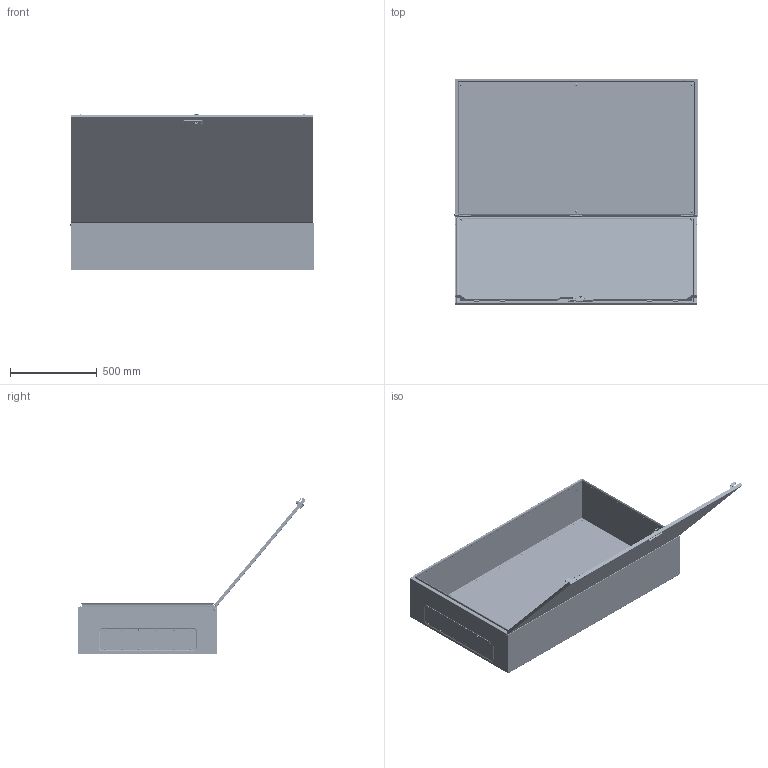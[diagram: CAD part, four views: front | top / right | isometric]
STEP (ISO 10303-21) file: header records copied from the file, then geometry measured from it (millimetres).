
FILE_DESCRIPTION (( 'STEP AP203' ), '1' );
FILE_NAME ('1400x800x300 R5CE1483.step', '2012-04-06T12:09:25', ( 'User' ), ( 'DKC' ), 'SwSTEP 2.0', 'SolidWorks 2011', '' );
FILE_SCHEMA (( 'CONFIG_CONTROL_DESIGN' ));
Length unit declared in the file: millimetre
Products named in the file (43): 1400x800x300 R5CE1483; AC00C380 for transportation_Default; Mounting plates CE 11111_1400x800; Sealant of perno AC00C409; Perno AC00C401_AC00C401; Dead door handle CE assemble 11111_1400õ800 CB02C330; distanziale di gomma per RAM BLOCK_AC00C390; Nut M6_Hexagon Nut ISO - 4034 - M6 - S; AC00C400 Quadro IP55 Guida aste_Default; Handle door CE 11111_1400; handle 11111; clincher; weel; AC00C538; ASTINA Inferiore CE 11111_1400; ASTINA Superiore CE 11111_1400; Wood screw 4.2x13_R5A07; linguetta_AC00C387; Hex Flange Bolt M6x10_ISO 4162 - M6 x 12 x 12-S; Ingranaggio per cariglione modificated_AC00C388; inserto chiave per maniglia RAM BLOCK_AC00C389; Sealing ring; Basetta esterna QE AC00C504_AC00C505; sealant for door CE_1400x800; CERNIERA SALDATA_Default; End-cup AC00C112_Default; Dead door handle CE 11111_1400x800; Frames CE assemble 11111_1400x800x300 R5CE1483; AC00C316_AC00C316; end-cap_AC00C061; land; Tapping screw 4.8x9.5 AC00C352_AC00C352; End-cup AC00C383_Default; Tapping screw 4.2x16_Tapping screw 4.2x16; Blocchetto fissaggio cerniera AC00C354_AC00C354; CERNIERA AC00C399_Default; Flange nut M6_ISO 7044-M6-S; Perno M6 AC00C145_1; Sealant AC00C355; End-cup AC00C317_Default ...
Assembly tree (147 placements, depth 4):
  1400x800x300 R5CE1483
    Flange nut M6_ISO 7044-M6-S  x6
    Mounting plates CE 11111_1400x800
    Perno AC00C401_AC00C401  x3
    Sealant of perno AC00C409  x3
    Frames CE assemble 11111_1400x800x300 R5CE1483
      End-cup AC00C383_Default  x3
      End-cup AC00C317_Default  x4
      Flange nut M6_ISO 7044-M6-S  x6
      Tapping screw 4.8x9.5 AC00C352_AC00C352  x28
      Tapping screw 4.2x16_Tapping screw 4.2x16  x6
      AC00C316_AC00C316
      land  x4
      Blocchetto fissaggio cerniera AC00C354_AC00C354  x3
      Perno M6 AC00C145_1  x6
      Sealant AC00C355  x6
      end-cap_AC00C061  x2
      Flanges CE_527x97
      CERNIERA AC00C399_Default  x3
      Sealants of flange_527x97
      Frames CE 11111_1400x800x300
    Dead door handle CE assemble 11111_1400õ800 CB02C330
      land  x8
      End-cup AC00C112_Default  x4
      AC00C400 Quadro IP55 Guida aste_Default  x4
      CERNIERA SALDATA_Default  x3
      end-cap_AC00C061  x2
      Wood screw 4.2x13_R5A07  x2
      distanziale di gomma per RAM BLOCK_AC00C390  x2
      Nut M6_Hexagon Nut ISO - 4034 - M6 - S  x4
      Handle door CE 11111_1400
        Wood screw 4.2x13_R5A07  x2
        ASTINA Superiore CE 11111_1400
        linguetta_AC00C387
        clincher  x6
        Hex Flange Bolt M6x10_ISO 4162 - M6 x 12 x 12-S
        inserto chiave per maniglia RAM BLOCK_AC00C389
        Basetta esterna QE AC00C504_AC00C505
        handle 11111
        AC00C538  x4
        Sealing ring
        weel  x2
        ASTINA Inferiore CE 11111_1400
        Ingranaggio per cariglione modificated_AC00C388
      Dead door handle CE 11111_1400x800
      sealant for door CE_1400x800
    AC00C380 for transportation_Default  x2
Bounding box: 1402.5 x 1309.36 x 904.78 mm (x, y, z)
Volume: 8808772.6 mm3; surface area: 9903443.9 mm2
Topology: 156 solids, 156 shells, 11341 faces, 29476 edges, 18537 vertices
Faces by surface type: bspline 3607, cylinder 2944, cone 2301, plane 2171, torus 226, sphere 92
Entity records: 161569 total; most frequent: CARTESIAN_POINT 94527, ORIENTED_EDGE 12868, DIRECTION 12014, EDGE_CURVE 6434, AXIS2_PLACEMENT_3D 4554, VERTEX_POINT 4016, VECTOR 2906, LINE 2906
